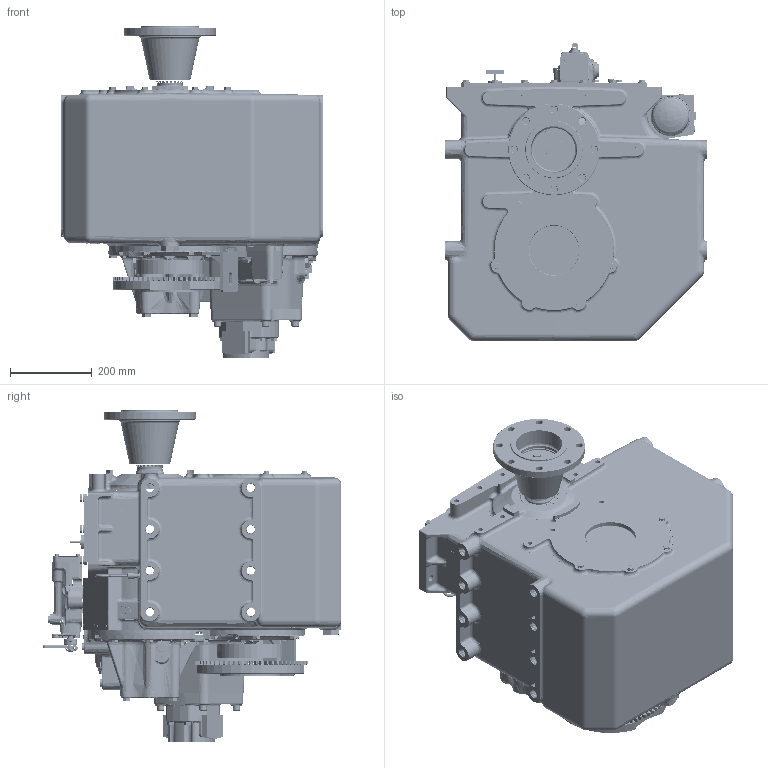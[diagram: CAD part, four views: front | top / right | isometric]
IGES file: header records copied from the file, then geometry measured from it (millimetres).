
Start section: SolidWorks IGES file using analytic representation for surfaces
Global section: file name: 1027458B.IGS; native system: SolidWorks 2010; preprocessor: SolidWorks 2010; author: nadimc; date: 150716.114642; units: millimetre
Bounding box: 641.35 x 732.83 x 814.69 mm (x, y, z)
Surface area: 3393327.7 mm2 (no closed solid volume)
Topology: 0 solids, 0 shells, 3899 faces, 73451 edges, 73363 vertices
Faces by surface type: bspline 2206, revolution 1693
